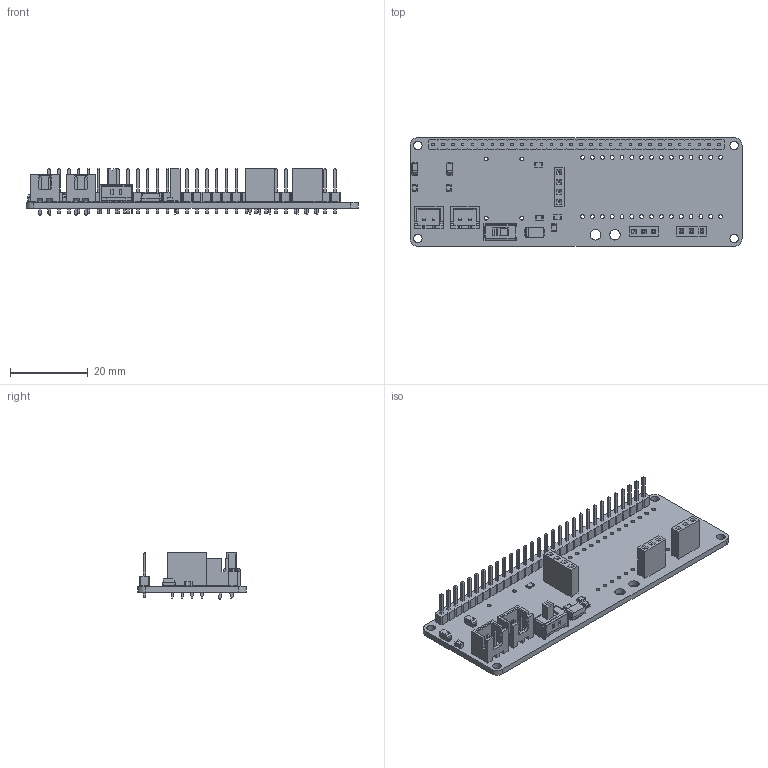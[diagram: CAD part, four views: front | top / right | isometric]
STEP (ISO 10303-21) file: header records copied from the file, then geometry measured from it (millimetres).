
FILE_DESCRIPTION(('KiCad electronic assembly'),'2;1');
FILE_NAME('MiniSumo_Nano.step','2025-09-01T00:09:41',('Pcbnew'),('Kicad' ),'Open CASCADE STEP processor 7.8','KiCad to STEP converter', 'Unknown');
FILE_SCHEMA(('AUTOMOTIVE_DESIGN { 1 0 10303 214 1 1 1 1 }'));
Length unit declared in the file: millimetre
Products named in the file (12): MiniSumo_Nano 1; PinSocket_1x04_P2.54mm_Vertical; PinSocket_1x03_P2.54mm_Vertical; D_SMA; C_0805_2012Metric; SW_Slide_SPDT_Straight_CK_OS102011MS2Q; R_0805_2012Metric; CP_EIA-3216-18_Kemet-A; JST_XH_B2B-XH-A_1x02_P2.50mm_Vertical; PinHeader_1x30_P2.54mm_Vertical; LED_0805_2012Metric; MiniSumo_Nano_PCB
Assembly tree (17 placements, depth 2):
  MiniSumo_Nano 1
    PinSocket_1x04_P2.54mm_Vertical
    PinSocket_1x03_P2.54mm_Vertical  x2
    D_SMA
    C_0805_2012Metric  x2
    SW_Slide_SPDT_Straight_CK_OS102011MS2Q
    R_0805_2012Metric  x3
    CP_EIA-3216-18_Kemet-A  x2
    JST_XH_B2B-XH-A_1x02_P2.50mm_Vertical  x2
    PinHeader_1x30_P2.54mm_Vertical
    LED_0805_2012Metric
    MiniSumo_Nano_PCB
Bounding box: 85.5 x 28 x 11.94 mm (x, y, z)
Volume: 5063.1 mm3; surface area: 9266.7 mm2
Topology: 22 solids, 22 shells, 1827 faces, 4595 edges, 2910 vertices
Faces by surface type: plane 1618, cylinder 181, bspline 28
Full cylindrical faces by diameter (mm): 0.762 x3, 1 x78, 2.2 x4, 2.7 x2
Entity records: 56729 total; most frequent: CARTESIAN_POINT 8957, ORIENTED_EDGE 7596, DIRECTION 7084, EDGE_CURVE 3798, LINE 3462, VECTOR 3462, VERTEX_POINT 2390, AXIS2_PLACEMENT_3D 1811
